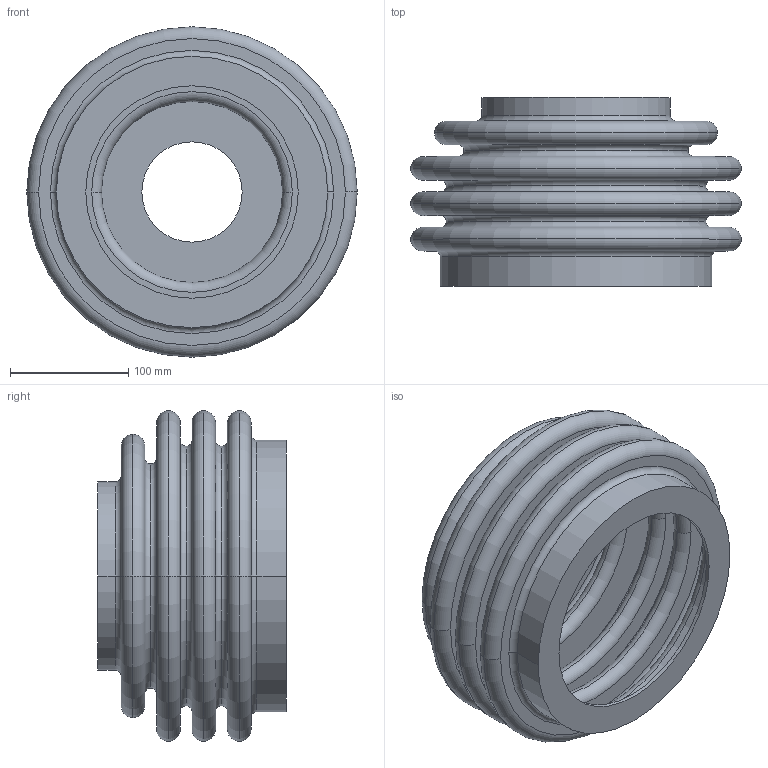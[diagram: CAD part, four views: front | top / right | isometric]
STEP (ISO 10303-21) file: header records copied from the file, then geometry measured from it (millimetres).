
FILE_DESCRIPTION(('produced by SPATIAL CORP'),'2;1');
FILE_NAME( 'boot_2.prt.hh.sat.stp', '2002-04-19T14:13:45+00:00',('SPATIAL CORP'),('SPATIAL CORP'), 'ACIS STEP Husk','http://www.spatial.com','SPATIAL CORP');
FILE_SCHEMA(('CONFIG_CONTROL_DESIGN'));
Length unit declared in the file: millimetre
Products named in the file (1): PRODUCT_ID_1
Bounding box: 280 x 160 x 280 mm (x, y, z)
Volume: 956462.9 mm3; surface area: 582490.2 mm2
Topology: 1 solids, 1 shells, 96 faces, 192 edges, 116 vertices
Faces by surface type: torus 64, plane 20, cylinder 12
Entity records: 2417 total; most frequent: DIRECTION 468, ORIENTED_EDGE 384, CARTESIAN_POINT 356, AXIS2_PLACEMENT_3D 228, EDGE_CURVE 192, CIRCLE 156, VERTEX_POINT 116, EDGE_LOOP 116
